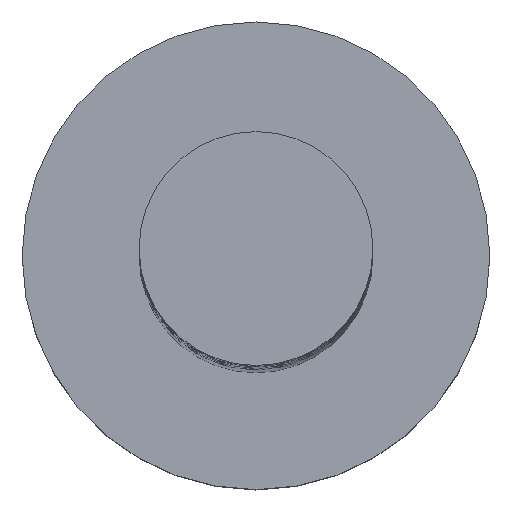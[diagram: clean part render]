
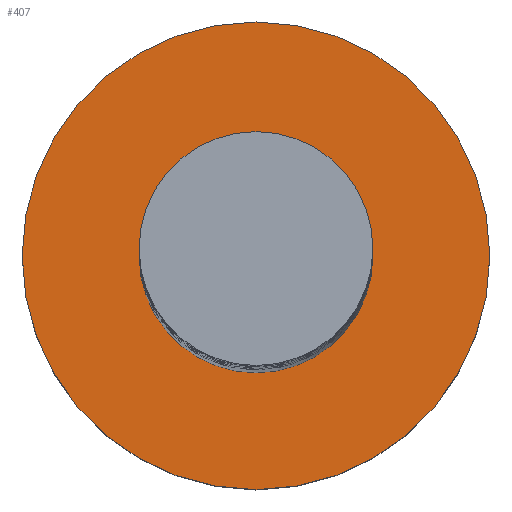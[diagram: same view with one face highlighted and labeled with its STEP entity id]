
A CAD part, top view. The second image highlights one B-rep face of the part: STEP entity #407.
In plain terms, the highlighted planar face has unit normal (0, 0, 1).
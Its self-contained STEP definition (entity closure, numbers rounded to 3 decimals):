
#39 = VERTEX_POINT ( 'NONE', #1192 ) ;
#61 = AXIS2_PLACEMENT_3D ( 'NONE', #651, #974, #1136 ) ;
#64 = EDGE_LOOP ( 'NONE', ( #1169, #117 ) ) ;
#117 = ORIENTED_EDGE ( 'NONE', *, *, #1012, .T. ) ;
#131 = DIRECTION ( 'NONE',  ( 0., 0., 1. ) ) ;
#198 = DIRECTION ( 'NONE',  ( 1., 0., 0. ) ) ;
#281 = AXIS2_PLACEMENT_3D ( 'NONE', #1183, #569, #560 ) ;
#285 = EDGE_CURVE ( 'NONE', #1340, #39, #302, .T. ) ;
#298 = VERTEX_POINT ( 'NONE', #687 ) ;
#302 = CIRCLE ( 'NONE', #840, 3. ) ;
#318 = CARTESIAN_POINT ( 'NONE',  ( 0., 0., 5. ) ) ;
#335 = AXIS2_PLACEMENT_3D ( 'NONE', #511, #131, #1098 ) ;
#367 = FACE_BOUND ( 'NONE', #710, .T. ) ;
#407 = ADVANCED_FACE ( 'NONE', ( #367, #1338 ), #1465, .T. ) ;
#409 = VERTEX_POINT ( 'NONE', #605 ) ;
#505 = ORIENTED_EDGE ( 'NONE', *, *, #285, .F. ) ;
#511 = CARTESIAN_POINT ( 'NONE',  ( 0., 0., 5. ) ) ;
#560 = DIRECTION ( 'NONE',  ( 1., 0., 0. ) ) ;
#569 = DIRECTION ( 'NONE',  ( 0., 0., 1. ) ) ;
#595 = CIRCLE ( 'NONE', #61, 3. ) ;
#605 = CARTESIAN_POINT ( 'NONE',  ( 6., 0., 5. ) ) ;
#608 = ORIENTED_EDGE ( 'NONE', *, *, #1160, .F. ) ;
#624 = CIRCLE ( 'NONE', #335, 6. ) ;
#651 = CARTESIAN_POINT ( 'NONE',  ( 0., 0., 5. ) ) ;
#687 = CARTESIAN_POINT ( 'NONE',  ( -6., 0., 5. ) ) ;
#693 = AXIS2_PLACEMENT_3D ( 'NONE', #855, #1354, #714 ) ;
#710 = EDGE_LOOP ( 'NONE', ( #608, #505 ) ) ;
#714 = DIRECTION ( 'NONE',  ( 1., 0., 0. ) ) ;
#840 = AXIS2_PLACEMENT_3D ( 'NONE', #318, #1299, #198 ) ;
#855 = CARTESIAN_POINT ( 'NONE',  ( 0., 0., 5. ) ) ;
#962 = CARTESIAN_POINT ( 'NONE',  ( 3., 0., 5. ) ) ;
#974 = DIRECTION ( 'NONE',  ( 0., 0., 1. ) ) ;
#1012 = EDGE_CURVE ( 'NONE', #409, #298, #1313, .T. ) ;
#1098 = DIRECTION ( 'NONE',  ( 1., 0., 0. ) ) ;
#1136 = DIRECTION ( 'NONE',  ( 1., 0., 0. ) ) ;
#1160 = EDGE_CURVE ( 'NONE', #39, #1340, #595, .T. ) ;
#1169 = ORIENTED_EDGE ( 'NONE', *, *, #1348, .T. ) ;
#1183 = CARTESIAN_POINT ( 'NONE',  ( 0., 0., 5. ) ) ;
#1192 = CARTESIAN_POINT ( 'NONE',  ( -3., 0., 5. ) ) ;
#1299 = DIRECTION ( 'NONE',  ( 0., 0., 1. ) ) ;
#1313 = CIRCLE ( 'NONE', #281, 6. ) ;
#1338 = FACE_OUTER_BOUND ( 'NONE', #64, .T. ) ;
#1340 = VERTEX_POINT ( 'NONE', #962 ) ;
#1348 = EDGE_CURVE ( 'NONE', #298, #409, #624, .T. ) ;
#1354 = DIRECTION ( 'NONE',  ( 0., 0., 1. ) ) ;
#1465 = PLANE ( 'NONE',  #693 ) ;
